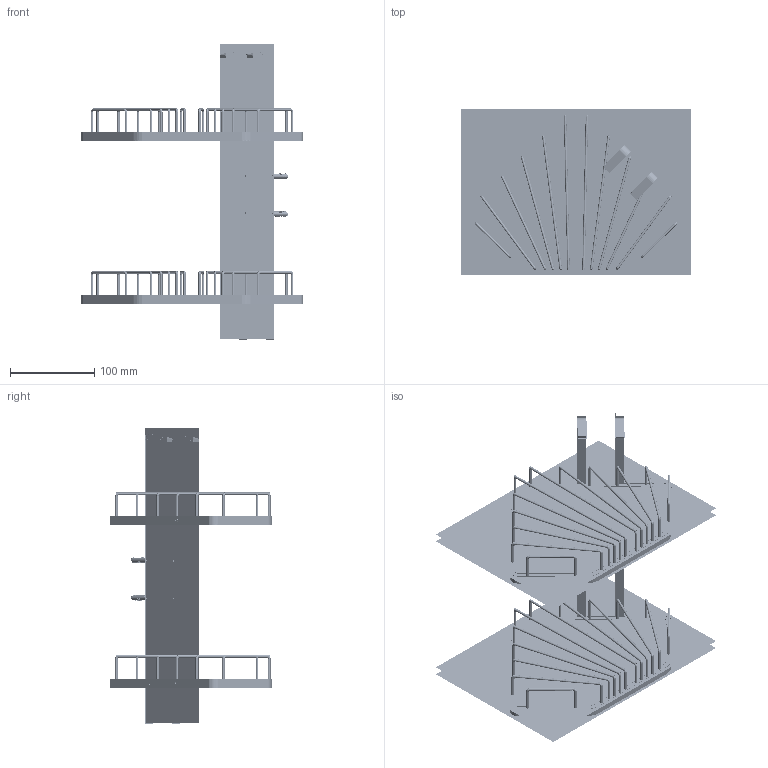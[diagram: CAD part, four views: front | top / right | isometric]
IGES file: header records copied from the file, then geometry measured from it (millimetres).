
Start section:  PTC IGES file: A44158.igs
Global section: file name: A44158.igs; native system: Creo Parametric by PTC Inc.; preprocessor: 2018300; author: yaren.varan; organization: Unknown; date: 20220207.093452; units: millimetre
Bounding box: 274.04 x 197.63 x 351.47 mm (x, y, z)
Surface area: 2206110.2 mm2 (no closed solid volume)
Topology: 0 solids, 0 shells, 5608 faces, 93410 edges, 121326 vertices
Faces by surface type: bspline 2952, revolution 2656
